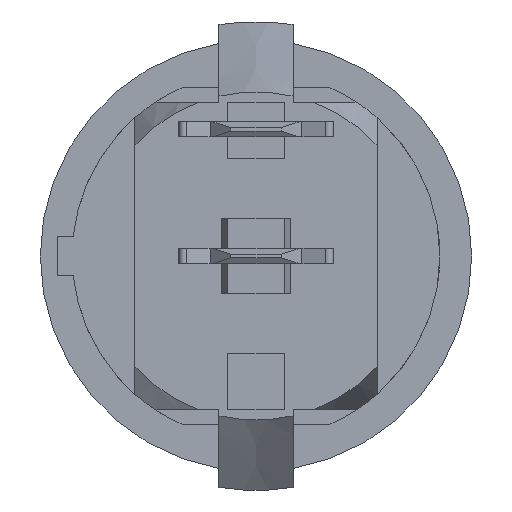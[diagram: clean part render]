
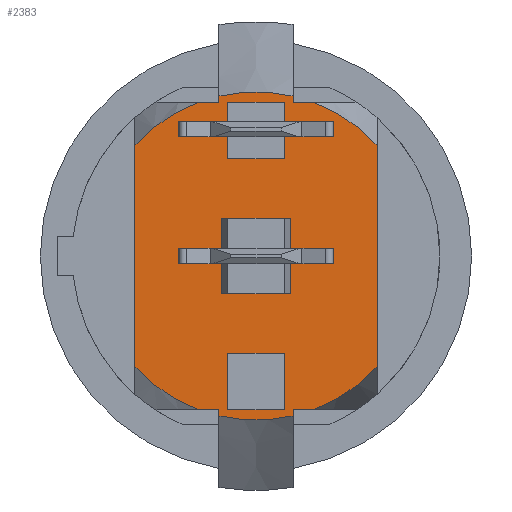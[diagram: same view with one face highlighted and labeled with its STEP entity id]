
A CAD part, front view. The second image highlights one B-rep face of the part: STEP entity #2383.
In plain terms, the highlighted planar face has unit normal (0, -1, 0).
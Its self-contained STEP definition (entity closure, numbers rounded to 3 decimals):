
#123=FACE_BOUND('',#480,.T.);
#124=FACE_BOUND('',#481,.T.);
#125=FACE_BOUND('',#482,.T.);
#144=CIRCLE('',#2560,8.75);
#146=CIRCLE('',#2563,8.75);
#147=CIRCLE('',#2565,8.75);
#150=CIRCLE('',#2569,8.75);
#152=CIRCLE('',#2572,8.75);
#153=CIRCLE('',#2574,8.75);
#348=FACE_OUTER_BOUND('',#479,.T.);
#479=EDGE_LOOP('',(#1964,#1965,#1966,#1967,#1968,#1969,#1970,#1971,#1972,
#1973,#1974,#1975,#1976,#1977,#1978,#1979));
#480=EDGE_LOOP('',(#1980,#1981,#1982,#1983));
#481=EDGE_LOOP('',(#1984,#1985,#1986,#1987));
#482=EDGE_LOOP('',(#1988,#1989,#1990,#1991));
#544=LINE('',#3364,#741);
#548=LINE('',#3371,#745);
#551=LINE('',#3377,#748);
#553=LINE('',#3380,#750);
#559=LINE('',#3395,#756);
#561=LINE('',#3399,#758);
#563=LINE('',#3403,#760);
#565=LINE('',#3406,#762);
#569=LINE('',#3423,#766);
#574=LINE('',#3446,#771);
#593=LINE('',#3540,#790);
#600=LINE('',#3564,#797);
#603=LINE('',#3585,#800);
#617=LINE('',#3718,#814);
#628=LINE('',#3826,#825);
#635=LINE('',#3870,#832);
#639=LINE('',#3903,#836);
#640=LINE('',#3904,#837);
#645=LINE('',#3957,#842);
#648=LINE('',#3963,#845);
#654=LINE('',#3974,#851);
#655=LINE('',#3976,#852);
#741=VECTOR('',#2744,10.);
#745=VECTOR('',#2750,10.);
#748=VECTOR('',#2755,10.);
#750=VECTOR('',#2759,10.);
#756=VECTOR('',#2771,10.);
#758=VECTOR('',#2775,10.);
#760=VECTOR('',#2779,10.);
#762=VECTOR('',#2783,10.);
#766=VECTOR('',#2789,10.);
#771=VECTOR('',#2806,10.);
#790=VECTOR('',#2843,10.);
#797=VECTOR('',#2858,10.);
#800=VECTOR('',#2861,10.);
#814=VECTOR('',#2923,10.);
#825=VECTOR('',#3008,10.);
#832=VECTOR('',#3017,10.);
#836=VECTOR('',#3077,10.);
#837=VECTOR('',#3078,10.);
#842=VECTOR('',#3095,3.7);
#845=VECTOR('',#3100,4.);
#851=VECTOR('',#3110,4.);
#852=VECTOR('',#3113,3.7);
#938=VERTEX_POINT('',#3361);
#939=VERTEX_POINT('',#3363);
#941=VERTEX_POINT('',#3369);
#943=VERTEX_POINT('',#3375);
#948=VERTEX_POINT('',#3392);
#949=VERTEX_POINT('',#3394);
#950=VERTEX_POINT('',#3398);
#951=VERTEX_POINT('',#3402);
#953=VERTEX_POINT('',#3409);
#957=VERTEX_POINT('',#3419);
#964=VERTEX_POINT('',#3440);
#966=VERTEX_POINT('',#3445);
#995=VERTEX_POINT('',#3535);
#996=VERTEX_POINT('',#3539);
#1005=VERTEX_POINT('',#3561);
#1006=VERTEX_POINT('',#3563);
#1011=VERTEX_POINT('',#3580);
#1012=VERTEX_POINT('',#3584);
#1015=VERTEX_POINT('',#3594);
#1019=VERTEX_POINT('',#3610);
#1021=VERTEX_POINT('',#3617);
#1022=VERTEX_POINT('',#3621);
#1028=VERTEX_POINT('',#3646);
#1047=VERTEX_POINT('',#3716);
#1089=VERTEX_POINT('',#3954);
#1090=VERTEX_POINT('',#3956);
#1092=VERTEX_POINT('',#3962);
#1095=VERTEX_POINT('',#3972);
#1179=EDGE_CURVE('',#939,#938,#544,.T.);
#1183=EDGE_CURVE('',#938,#941,#548,.T.);
#1186=EDGE_CURVE('',#941,#943,#551,.T.);
#1188=EDGE_CURVE('',#943,#939,#553,.T.);
#1194=EDGE_CURVE('',#949,#948,#559,.T.);
#1196=EDGE_CURVE('',#950,#949,#561,.T.);
#1198=EDGE_CURVE('',#951,#950,#563,.T.);
#1200=EDGE_CURVE('',#948,#951,#565,.T.);
#1206=EDGE_CURVE('',#953,#957,#569,.T.);
#1215=EDGE_CURVE('',#964,#966,#574,.T.);
#1250=EDGE_CURVE('',#996,#995,#593,.T.);
#1260=EDGE_CURVE('',#1006,#1005,#600,.T.);
#1267=EDGE_CURVE('',#1012,#1011,#603,.T.);
#1272=EDGE_CURVE('',#1015,#966,#144,.T.);
#1278=EDGE_CURVE('',#995,#1019,#146,.T.);
#1280=EDGE_CURVE('',#1022,#1021,#147,.T.);
#1286=EDGE_CURVE('',#964,#1006,#150,.T.);
#1290=EDGE_CURVE('',#957,#1028,#152,.T.);
#1291=EDGE_CURVE('',#1011,#953,#153,.T.);
#1315=EDGE_CURVE('',#1019,#1047,#617,.T.);
#1358=EDGE_CURVE('',#1005,#1022,#628,.T.);
#1373=EDGE_CURVE('',#1021,#1012,#635,.T.);
#1389=EDGE_CURVE('',#1047,#1015,#639,.T.);
#1390=EDGE_CURVE('',#1028,#996,#640,.T.);
#1398=EDGE_CURVE('',#1090,#1089,#645,.T.);
#1401=EDGE_CURVE('',#1092,#1090,#648,.T.);
#1407=EDGE_CURVE('',#1089,#1095,#654,.T.);
#1408=EDGE_CURVE('',#1095,#1092,#655,.T.);
#1964=ORIENTED_EDGE('',*,*,#1215,.F.);
#1965=ORIENTED_EDGE('',*,*,#1286,.T.);
#1966=ORIENTED_EDGE('',*,*,#1260,.T.);
#1967=ORIENTED_EDGE('',*,*,#1358,.T.);
#1968=ORIENTED_EDGE('',*,*,#1280,.T.);
#1969=ORIENTED_EDGE('',*,*,#1373,.T.);
#1970=ORIENTED_EDGE('',*,*,#1267,.T.);
#1971=ORIENTED_EDGE('',*,*,#1291,.T.);
#1972=ORIENTED_EDGE('',*,*,#1206,.T.);
#1973=ORIENTED_EDGE('',*,*,#1290,.T.);
#1974=ORIENTED_EDGE('',*,*,#1390,.T.);
#1975=ORIENTED_EDGE('',*,*,#1250,.T.);
#1976=ORIENTED_EDGE('',*,*,#1278,.T.);
#1977=ORIENTED_EDGE('',*,*,#1315,.T.);
#1978=ORIENTED_EDGE('',*,*,#1389,.T.);
#1979=ORIENTED_EDGE('',*,*,#1272,.T.);
#1980=ORIENTED_EDGE('',*,*,#1179,.T.);
#1981=ORIENTED_EDGE('',*,*,#1183,.T.);
#1982=ORIENTED_EDGE('',*,*,#1186,.T.);
#1983=ORIENTED_EDGE('',*,*,#1188,.T.);
#1984=ORIENTED_EDGE('',*,*,#1194,.T.);
#1985=ORIENTED_EDGE('',*,*,#1200,.T.);
#1986=ORIENTED_EDGE('',*,*,#1198,.T.);
#1987=ORIENTED_EDGE('',*,*,#1196,.T.);
#1988=ORIENTED_EDGE('',*,*,#1398,.T.);
#1989=ORIENTED_EDGE('',*,*,#1407,.T.);
#1990=ORIENTED_EDGE('',*,*,#1408,.T.);
#1991=ORIENTED_EDGE('',*,*,#1401,.T.);
#2277=PLANE('',#2657);
#2383=ADVANCED_FACE('',(#348,#123,#124,#125),#2277,.T.);
#2560=AXIS2_PLACEMENT_3D('',#3595,#2871,#2872);
#2563=AXIS2_PLACEMENT_3D('',#3614,#2877,#2878);
#2565=AXIS2_PLACEMENT_3D('',#3622,#2881,#2882);
#2569=AXIS2_PLACEMENT_3D('',#3638,#2889,#2890);
#2572=AXIS2_PLACEMENT_3D('',#3650,#2895,#2896);
#2574=AXIS2_PLACEMENT_3D('',#3652,#2899,#2900);
#2657=AXIS2_PLACEMENT_3D('',#3977,#3114,#3115);
#2744=DIRECTION('',(0.,0.,1.));
#2750=DIRECTION('',(1.,0.,0.));
#2755=DIRECTION('',(0.,0.,-1.));
#2759=DIRECTION('',(-1.,0.,0.));
#2771=DIRECTION('',(-1.,0.,0.));
#2775=DIRECTION('',(0.,0.,-1.));
#2779=DIRECTION('',(1.,0.,0.));
#2783=DIRECTION('',(0.,0.,1.));
#2789=DIRECTION('',(0.,0.,-1.));
#2806=DIRECTION('',(0.,0.,-1.));
#2843=DIRECTION('',(0.,0.,-1.));
#2858=DIRECTION('',(-1.,0.,0.));
#2861=DIRECTION('',(-1.,0.,0.));
#2871=DIRECTION('center_axis',(0.,-1.,0.));
#2872=DIRECTION('ref_axis',(1.,0.,0.));
#2877=DIRECTION('center_axis',(0.,-1.,0.));
#2878=DIRECTION('ref_axis',(1.,0.,0.));
#2881=DIRECTION('center_axis',(0.,-1.,0.));
#2882=DIRECTION('ref_axis',(1.,0.,0.));
#2889=DIRECTION('center_axis',(0.,-1.,0.));
#2890=DIRECTION('ref_axis',(1.,0.,0.));
#2895=DIRECTION('center_axis',(0.,-1.,0.));
#2896=DIRECTION('ref_axis',(1.,0.,0.));
#2899=DIRECTION('center_axis',(0.,-1.,0.));
#2900=DIRECTION('ref_axis',(1.,0.,0.));
#2923=DIRECTION('',(0.,0.,1.));
#3008=DIRECTION('',(0.,0.,1.));
#3017=DIRECTION('',(0.,0.,-1.));
#3077=DIRECTION('',(1.,0.,0.));
#3078=DIRECTION('',(1.,0.,0.));
#3095=DIRECTION('',(-1.,0.,0.));
#3100=DIRECTION('',(0.,0.,-1.));
#3110=DIRECTION('',(0.,0.,1.));
#3113=DIRECTION('',(1.,0.,0.));
#3114=DIRECTION('center_axis',(0.,-1.,0.));
#3115=DIRECTION('ref_axis',(0.,0.,-1.));
#3361=CARTESIAN_POINT('',(-1.511,-16.5,8.2));
#3363=CARTESIAN_POINT('',(-1.511,-16.5,5.177));
#3364=CARTESIAN_POINT('',(-1.511,-16.5,4.1));
#3369=CARTESIAN_POINT('',(1.511,-16.5,8.2));
#3371=CARTESIAN_POINT('',(0.756,-16.5,8.2));
#3375=CARTESIAN_POINT('',(1.511,-16.5,5.177));
#3377=CARTESIAN_POINT('',(1.511,-16.5,2.589));
#3380=CARTESIAN_POINT('',(-0.756,-16.5,5.177));
#3392=CARTESIAN_POINT('',(-1.511,-16.5,-8.2));
#3394=CARTESIAN_POINT('',(1.511,-16.5,-8.2));
#3395=CARTESIAN_POINT('',(-0.756,-16.5,-8.2));
#3398=CARTESIAN_POINT('',(1.511,-16.5,-5.177));
#3399=CARTESIAN_POINT('',(1.511,-16.5,-4.1));
#3402=CARTESIAN_POINT('',(-1.511,-16.5,-5.177));
#3403=CARTESIAN_POINT('',(0.756,-16.5,-5.177));
#3406=CARTESIAN_POINT('',(-1.511,-16.5,-2.589));
#3409=CARTESIAN_POINT('',(-6.454,-16.5,5.909));
#3419=CARTESIAN_POINT('',(-6.454,-16.5,-5.909));
#3423=CARTESIAN_POINT('',(-6.454,-16.5,3.688));
#3440=CARTESIAN_POINT('',(6.454,-16.5,5.909));
#3445=CARTESIAN_POINT('',(6.454,-16.5,-5.909));
#3446=CARTESIAN_POINT('',(6.454,-16.5,7.375));
#3535=CARTESIAN_POINT('',(-1.975,-16.5,-8.524));
#3539=CARTESIAN_POINT('',(-1.975,-16.5,-8.2));
#3540=CARTESIAN_POINT('',(-1.975,-16.5,-4.1));
#3561=CARTESIAN_POINT('',(1.975,-16.5,8.2));
#3563=CARTESIAN_POINT('',(3.053,-16.5,8.2));
#3564=CARTESIAN_POINT('',(2.683,-16.5,8.2));
#3580=CARTESIAN_POINT('',(-3.053,-16.5,8.2));
#3584=CARTESIAN_POINT('',(-1.975,-16.5,8.2));
#3585=CARTESIAN_POINT('',(-0.988,-16.5,8.2));
#3594=CARTESIAN_POINT('',(3.053,-16.5,-8.2));
#3595=CARTESIAN_POINT('Origin',(0.,-16.5,0.));
#3610=CARTESIAN_POINT('',(1.975,-16.5,-8.524));
#3614=CARTESIAN_POINT('Origin',(0.,-16.5,0.));
#3617=CARTESIAN_POINT('',(-1.975,-16.5,8.524));
#3621=CARTESIAN_POINT('',(1.975,-16.5,8.524));
#3622=CARTESIAN_POINT('Origin',(0.,-16.5,0.));
#3638=CARTESIAN_POINT('Origin',(0.,-16.5,0.));
#3646=CARTESIAN_POINT('',(-3.053,-16.5,-8.2));
#3650=CARTESIAN_POINT('Origin',(0.,-16.5,0.));
#3652=CARTESIAN_POINT('Origin',(0.,-16.5,0.));
#3716=CARTESIAN_POINT('',(1.975,-16.5,-8.2));
#3718=CARTESIAN_POINT('',(1.975,-16.5,-4.774));
#3826=CARTESIAN_POINT('',(1.975,-16.5,4.1));
#3870=CARTESIAN_POINT('',(-1.975,-16.5,4.774));
#3903=CARTESIAN_POINT('',(0.988,-16.5,-8.2));
#3904=CARTESIAN_POINT('',(-2.683,-16.5,-8.2));
#3954=CARTESIAN_POINT('',(-1.85,-16.5,-2.));
#3956=CARTESIAN_POINT('',(1.85,-16.5,-2.));
#3957=CARTESIAN_POINT('',(0.,-16.5,-2.));
#3962=CARTESIAN_POINT('',(1.85,-16.5,2.));
#3963=CARTESIAN_POINT('',(1.85,-16.5,0.));
#3972=CARTESIAN_POINT('',(-1.85,-16.5,2.));
#3974=CARTESIAN_POINT('',(-1.85,-16.5,0.));
#3976=CARTESIAN_POINT('',(0.,-16.5,2.));
#3977=CARTESIAN_POINT('Origin',(0.,-16.5,0.));
